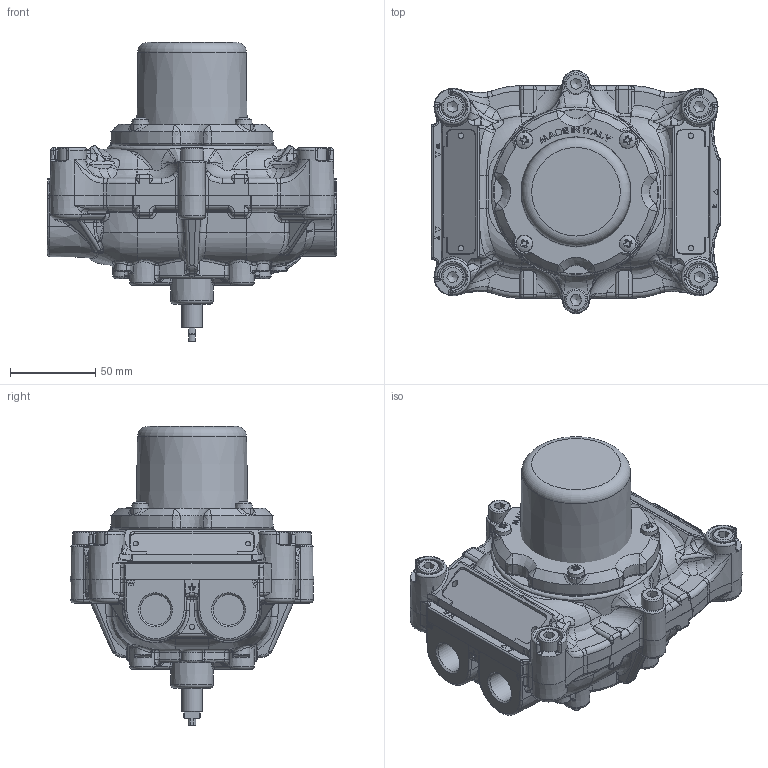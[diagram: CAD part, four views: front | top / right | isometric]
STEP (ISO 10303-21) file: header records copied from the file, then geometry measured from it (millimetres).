
FILE_DESCRIPTION(/* description */ (''),/* implementation_level */ '2;1');
FILE_NAME(/* name */ 'GD - series Limit switch box.stp',/* time_stamp */ '2015-09-17T11:37:08+02:00',/* author */ ('alessandro.filippi'),/* organization */ (''),/* preprocessor_version */ 'ST-DEVELOPER v16.1',/* originating_system */ 'Autodesk Inventor 2016',/* authorisation */ '');
FILE_SCHEMA (('AUTOMOTIVE_DESIGN { 1 0 10303 214 3 1 1 }'));
Length unit declared in the file: millimetre
Products named in the file (6): Corpo GD; Coperchio; 0104002-00 semp; Vite semplificata; GI-GP Indicator; GD - series Limit switch box
Assembly tree (10 placements, depth 2):
  GD - series Limit switch box
    Corpo GD
    Coperchio
    0104002-00 semp
    Vite semplificata  x6
    GI-GP Indicator
Bounding box: 170.4 x 143 x 175.8 mm (x, y, z)
Volume: 1196055 mm3; surface area: 174756.7 mm2
Topology: 10 solids, 33 shells, 2101 faces, 5522 edges, 3472 vertices
Faces by surface type: bspline 814, plane 474, cylinder 337, torus 202, cone 182, sphere 92
Full cylindrical faces by diameter (mm): 3.242 x1, 4.134 x4, 4.917 x4, 6.647 x16, 8 x12, 12 x1, 13 x6, 18 x2
Entity records: 85736 total; most frequent: CARTESIAN_POINT 39287, ORIENTED_EDGE 9690, DIRECTION 8230, EDGE_CURVE 4972, AXIS2_PLACEMENT_3D 3366, VERTEX_POINT 3088, EDGE_LOOP 2147, FACE_OUTER_BOUND 2011
